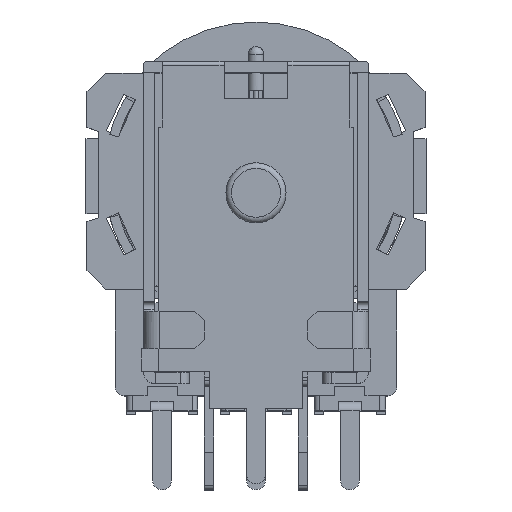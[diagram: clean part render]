
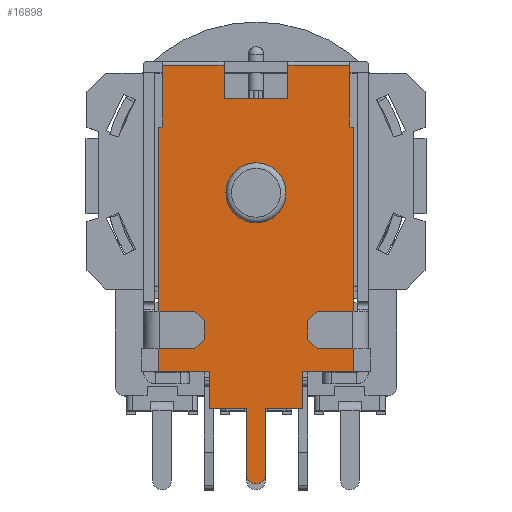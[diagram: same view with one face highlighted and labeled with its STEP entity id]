
A CAD part, top view. The second image highlights one B-rep face of the part: STEP entity #16898.
In plain terms, the highlighted planar face has unit normal (0, 0, 1).
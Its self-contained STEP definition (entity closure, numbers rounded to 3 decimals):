
#16719=CARTESIAN_POINT('',(0.,-2.276,15.35));
#16720=DIRECTION('',(0.0,0.0,1.0));
#16721=DIRECTION('',(1.0,0.0,0.0));
#16722=AXIS2_PLACEMENT_3D('',#16719,#16720,#16721);
#16723=PLANE('',#16722);
#16724=CARTESIAN_POINT('',(0.5,-16.,15.35));
#16725=VERTEX_POINT('',#16724);
#16726=CARTESIAN_POINT('',(0.5,-12.5,15.35));
#16727=VERTEX_POINT('',#16726);
#16728=CARTESIAN_POINT('',(0.5,-16.,15.35));
#16729=DIRECTION('',(0.0,1.0,0.0));
#16730=VECTOR('',#16729,3.5);
#16731=LINE('',#16728,#16730);
#16732=EDGE_CURVE('',#16725,#16727,#16731,.T.);
#16733=ORIENTED_EDGE('',*,*,#16732,.T.);
#16734=CARTESIAN_POINT('',(2.5,-12.5,15.35));
#16735=VERTEX_POINT('',#16734);
#16736=CARTESIAN_POINT('',(0.5,-12.5,15.35));
#16737=DIRECTION('',(1.0,0.0,0.0));
#16738=VECTOR('',#16737,2.);
#16739=LINE('',#16736,#16738);
#16740=EDGE_CURVE('',#16727,#16735,#16739,.T.);
#16741=ORIENTED_EDGE('',*,*,#16740,.T.);
#16742=CARTESIAN_POINT('',(2.5,-10.5,15.35));
#16743=VERTEX_POINT('',#16742);
#16744=CARTESIAN_POINT('',(2.5,-12.5,15.35));
#16745=DIRECTION('',(0.0,1.0,0.0));
#16746=VECTOR('',#16745,2.);
#16747=LINE('',#16744,#16746);
#16748=EDGE_CURVE('',#16735,#16743,#16747,.T.);
#16749=ORIENTED_EDGE('',*,*,#16748,.T.);
#16750=CARTESIAN_POINT('',(5.2,-10.5,15.35));
#16751=VERTEX_POINT('',#16750);
#16752=CARTESIAN_POINT('',(5.2,-10.5,15.35));
#16753=DIRECTION('',(-1.0,0.0,0.0));
#16754=VECTOR('',#16753,2.7);
#16755=LINE('',#16752,#16754);
#16756=EDGE_CURVE('',#16751,#16743,#16755,.T.);
#16757=ORIENTED_EDGE('',*,*,#16756,.F.);
#16758=CARTESIAN_POINT('',(5.2,2.5,15.35));
#16759=VERTEX_POINT('',#16758);
#16760=CARTESIAN_POINT('',(5.2,2.5,15.35));
#16761=DIRECTION('',(0.0,-1.0,0.0));
#16762=VECTOR('',#16761,13.);
#16763=LINE('',#16760,#16762);
#16764=EDGE_CURVE('',#16759,#16751,#16763,.T.);
#16765=ORIENTED_EDGE('',*,*,#16764,.F.);
#16766=CARTESIAN_POINT('',(5.,2.5,15.35));
#16767=VERTEX_POINT('',#16766);
#16768=CARTESIAN_POINT('',(5.,2.5,15.35));
#16769=DIRECTION('',(1.0,0.0,0.0));
#16770=VECTOR('',#16769,0.2);
#16771=LINE('',#16768,#16770);
#16772=EDGE_CURVE('',#16767,#16759,#16771,.T.);
#16773=ORIENTED_EDGE('',*,*,#16772,.F.);
#16774=CARTESIAN_POINT('',(5.,5.8,15.35));
#16775=VERTEX_POINT('',#16774);
#16776=CARTESIAN_POINT('',(5.,5.8,15.35));
#16777=DIRECTION('',(0.0,-1.0,0.0));
#16778=VECTOR('',#16777,3.3);
#16779=LINE('',#16776,#16778);
#16780=EDGE_CURVE('',#16775,#16767,#16779,.T.);
#16781=ORIENTED_EDGE('',*,*,#16780,.F.);
#16782=CARTESIAN_POINT('',(1.7,5.8,15.35));
#16783=VERTEX_POINT('',#16782);
#16784=CARTESIAN_POINT('',(1.7,5.8,15.35));
#16785=DIRECTION('',(1.0,0.0,0.0));
#16786=VECTOR('',#16785,3.3);
#16787=LINE('',#16784,#16786);
#16788=EDGE_CURVE('',#16783,#16775,#16787,.T.);
#16789=ORIENTED_EDGE('',*,*,#16788,.F.);
#16790=CARTESIAN_POINT('',(1.7,4.,15.35));
#16791=VERTEX_POINT('',#16790);
#16792=CARTESIAN_POINT('',(1.7,5.8,15.35));
#16793=DIRECTION('',(0.0,-1.0,0.0));
#16794=VECTOR('',#16793,1.8);
#16795=LINE('',#16792,#16794);
#16796=EDGE_CURVE('',#16783,#16791,#16795,.T.);
#16797=ORIENTED_EDGE('',*,*,#16796,.T.);
#16798=CARTESIAN_POINT('',(-1.7,4.0,15.35));
#16799=VERTEX_POINT('',#16798);
#16800=CARTESIAN_POINT('',(1.7,4.,15.35));
#16801=DIRECTION('',(-1.0,0.0,0.0));
#16802=VECTOR('',#16801,3.4);
#16803=LINE('',#16800,#16802);
#16804=EDGE_CURVE('',#16791,#16799,#16803,.T.);
#16805=ORIENTED_EDGE('',*,*,#16804,.T.);
#16806=CARTESIAN_POINT('',(-1.7,5.8,15.35));
#16807=VERTEX_POINT('',#16806);
#16808=CARTESIAN_POINT('',(-1.7,4.0,15.35));
#16809=DIRECTION('',(0.0,1.0,0.0));
#16810=VECTOR('',#16809,1.8);
#16811=LINE('',#16808,#16810);
#16812=EDGE_CURVE('',#16799,#16807,#16811,.T.);
#16813=ORIENTED_EDGE('',*,*,#16812,.T.);
#16814=CARTESIAN_POINT('',(-5.,5.8,15.35));
#16815=VERTEX_POINT('',#16814);
#16816=CARTESIAN_POINT('',(-5.,5.8,15.35));
#16817=DIRECTION('',(1.0,0.0,0.0));
#16818=VECTOR('',#16817,3.3);
#16819=LINE('',#16816,#16818);
#16820=EDGE_CURVE('',#16815,#16807,#16819,.T.);
#16821=ORIENTED_EDGE('',*,*,#16820,.F.);
#16822=CARTESIAN_POINT('',(-5.,2.5,15.35));
#16823=VERTEX_POINT('',#16822);
#16824=CARTESIAN_POINT('',(-5.,2.5,15.35));
#16825=DIRECTION('',(0.0,1.0,0.0));
#16826=VECTOR('',#16825,3.3);
#16827=LINE('',#16824,#16826);
#16828=EDGE_CURVE('',#16823,#16815,#16827,.T.);
#16829=ORIENTED_EDGE('',*,*,#16828,.F.);
#16830=CARTESIAN_POINT('',(-5.2,2.5,15.35));
#16831=VERTEX_POINT('',#16830);
#16832=CARTESIAN_POINT('',(-5.2,2.5,15.35));
#16833=DIRECTION('',(1.0,0.0,0.0));
#16834=VECTOR('',#16833,0.2);
#16835=LINE('',#16832,#16834);
#16836=EDGE_CURVE('',#16831,#16823,#16835,.T.);
#16837=ORIENTED_EDGE('',*,*,#16836,.F.);
#16838=CARTESIAN_POINT('',(-5.2,-10.5,15.35));
#16839=VERTEX_POINT('',#16838);
#16840=CARTESIAN_POINT('',(-5.2,-10.5,15.35));
#16841=DIRECTION('',(0.0,1.0,0.0));
#16842=VECTOR('',#16841,13.);
#16843=LINE('',#16840,#16842);
#16844=EDGE_CURVE('',#16839,#16831,#16843,.T.);
#16845=ORIENTED_EDGE('',*,*,#16844,.F.);
#16846=CARTESIAN_POINT('',(-2.5,-10.5,15.35));
#16847=VERTEX_POINT('',#16846);
#16848=CARTESIAN_POINT('',(-2.5,-10.5,15.35));
#16849=DIRECTION('',(-1.0,0.0,0.0));
#16850=VECTOR('',#16849,2.7);
#16851=LINE('',#16848,#16850);
#16852=EDGE_CURVE('',#16847,#16839,#16851,.T.);
#16853=ORIENTED_EDGE('',*,*,#16852,.F.);
#16854=CARTESIAN_POINT('',(-2.5,-12.5,15.35));
#16855=VERTEX_POINT('',#16854);
#16856=CARTESIAN_POINT('',(-2.5,-10.5,15.35));
#16857=DIRECTION('',(0.0,-1.0,0.0));
#16858=VECTOR('',#16857,2.0);
#16859=LINE('',#16856,#16858);
#16860=EDGE_CURVE('',#16847,#16855,#16859,.T.);
#16861=ORIENTED_EDGE('',*,*,#16860,.T.);
#16862=CARTESIAN_POINT('',(-0.5,-12.5,15.35));
#16863=VERTEX_POINT('',#16862);
#16864=CARTESIAN_POINT('',(-2.5,-12.5,15.35));
#16865=DIRECTION('',(1.0,0.0,0.0));
#16866=VECTOR('',#16865,2.);
#16867=LINE('',#16864,#16866);
#16868=EDGE_CURVE('',#16855,#16863,#16867,.T.);
#16869=ORIENTED_EDGE('',*,*,#16868,.T.);
#16870=CARTESIAN_POINT('',(-0.5,-16.,15.35));
#16871=VERTEX_POINT('',#16870);
#16872=CARTESIAN_POINT('',(-0.5,-12.5,15.35));
#16873=DIRECTION('',(0.0,-1.0,0.0));
#16874=VECTOR('',#16873,3.5);
#16875=LINE('',#16872,#16874);
#16876=EDGE_CURVE('',#16863,#16871,#16875,.T.);
#16877=ORIENTED_EDGE('',*,*,#16876,.T.);
#16878=CARTESIAN_POINT('',(0.,-16.,15.35));
#16879=DIRECTION('',(0.0,0.0,1.0));
#16880=DIRECTION('',(-1.0,0.0,0.0));
#16881=AXIS2_PLACEMENT_3D('',#16878,#16879,#16880);
#16882=CIRCLE('',#16881,0.5);
#16883=EDGE_CURVE('',#16871,#16725,#16882,.T.);
#16884=ORIENTED_EDGE('',*,*,#16883,.T.);
#16885=EDGE_LOOP('',(#16733,#16741,#16749,#16757,#16765,#16773,#16781,#16789,#16797,#16805,#16813,#16821,#16829,#16837,#16845,#16853,#16861,#16869,#16877,#16884));
#16886=FACE_OUTER_BOUND('',#16885,.T.);
#16887=CARTESIAN_POINT('',(1.6,-1.,15.35));
#16888=VERTEX_POINT('',#16887);
#16889=CARTESIAN_POINT('',(0.,-1.0,15.35));
#16890=DIRECTION('',(0.0,0.0,-1.0));
#16891=DIRECTION('',(-1.0,0.0,0.0));
#16892=AXIS2_PLACEMENT_3D('',#16889,#16890,#16891);
#16893=CIRCLE('',#16892,1.6);
#16894=EDGE_CURVE('',#16888,#16888,#16893,.T.);
#16895=ORIENTED_EDGE('',*,*,#16894,.T.);
#16896=EDGE_LOOP('',(#16895));
#16897=FACE_BOUND('',#16896,.T.);
#16898=ADVANCED_FACE('',(#16886,#16897),#16723,.T.);
